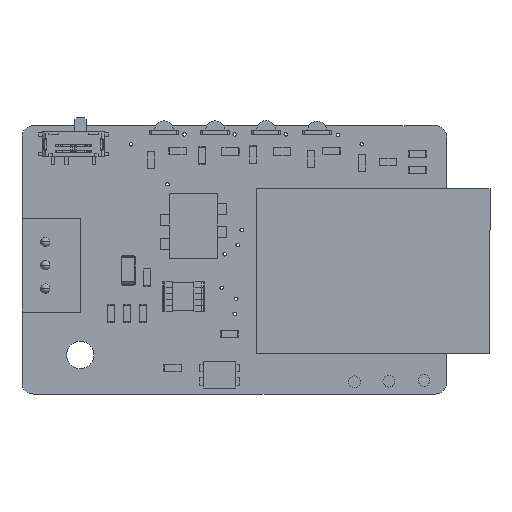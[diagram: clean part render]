
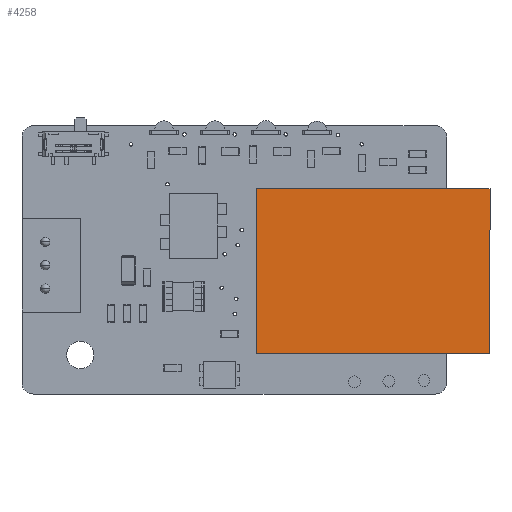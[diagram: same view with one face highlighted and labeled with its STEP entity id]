
A CAD part, top view. The second image highlights one B-rep face of the part: STEP entity #4258.
In plain terms, the highlighted planar face has unit normal (0, 0, 1).
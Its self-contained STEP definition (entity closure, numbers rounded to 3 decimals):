
#4129 = VERTEX_POINT('',#4130);
#4130 = CARTESIAN_POINT('',(-9.,-12.75,3.2));
#4136 = EDGE_CURVE('',#4129,#4137,#4139,.T.);
#4137 = VERTEX_POINT('',#4138);
#4138 = CARTESIAN_POINT('',(9.,-12.75,3.2));
#4139 = LINE('',#4140,#4141);
#4140 = CARTESIAN_POINT('',(-9.,-12.75,3.2));
#4141 = VECTOR('',#4142,1.);
#4142 = DIRECTION('',(1.,0.,0.));
#4167 = EDGE_CURVE('',#4137,#4168,#4170,.T.);
#4168 = VERTEX_POINT('',#4169);
#4169 = CARTESIAN_POINT('',(9.,12.75,3.2));
#4170 = LINE('',#4171,#4172);
#4171 = CARTESIAN_POINT('',(9.,-12.75,3.2));
#4172 = VECTOR('',#4173,1.);
#4173 = DIRECTION('',(0.,1.,0.));
#4198 = EDGE_CURVE('',#4168,#4199,#4201,.T.);
#4199 = VERTEX_POINT('',#4200);
#4200 = CARTESIAN_POINT('',(-9.,12.75,3.2));
#4201 = LINE('',#4202,#4203);
#4202 = CARTESIAN_POINT('',(9.,12.75,3.2));
#4203 = VECTOR('',#4204,1.);
#4204 = DIRECTION('',(-1.,0.,0.));
#4229 = EDGE_CURVE('',#4199,#4129,#4230,.T.);
#4230 = LINE('',#4231,#4232);
#4231 = CARTESIAN_POINT('',(-9.,12.75,3.2));
#4232 = VECTOR('',#4233,1.);
#4233 = DIRECTION('',(0.,-1.,0.));
#4258 = ADVANCED_FACE('',(#4259),#4265,.T.);
#4259 = FACE_BOUND('',#4260,.T.);
#4260 = EDGE_LOOP('',(#4261,#4262,#4263,#4264));
#4261 = ORIENTED_EDGE('',*,*,#4136,.T.);
#4262 = ORIENTED_EDGE('',*,*,#4167,.T.);
#4263 = ORIENTED_EDGE('',*,*,#4198,.T.);
#4264 = ORIENTED_EDGE('',*,*,#4229,.T.);
#4265 = PLANE('',#4266);
#4266 = AXIS2_PLACEMENT_3D('',#4267,#4268,#4269);
#4267 = CARTESIAN_POINT('',(0.,0.,3.2));
#4268 = DIRECTION('',(0.,0.,1.));
#4269 = DIRECTION('',(1.,0.,0.));
